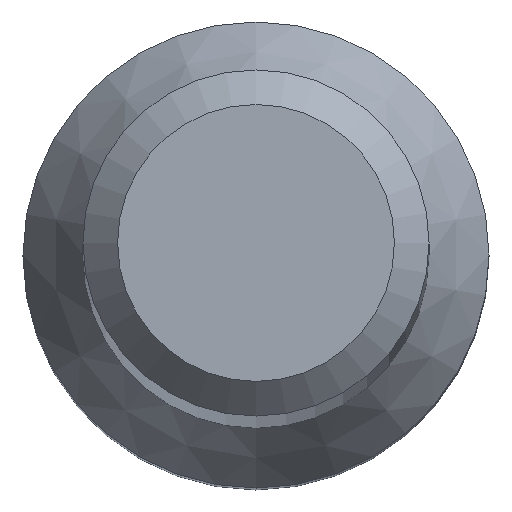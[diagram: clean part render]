
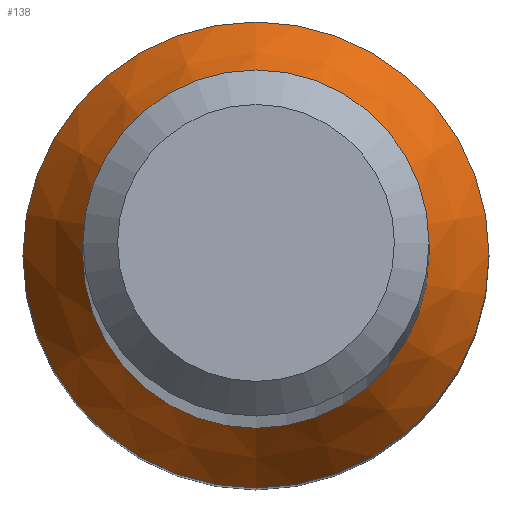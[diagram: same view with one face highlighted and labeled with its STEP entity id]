
A CAD part, top view. The second image highlights one B-rep face of the part: STEP entity #138.
In plain terms, the highlighted conical face has half-angle 30 degrees and reference radius 2.02 mm.
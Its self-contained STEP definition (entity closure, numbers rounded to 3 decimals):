
#35 = DIRECTION ( 'NONE',  ( 0., 1., 0. ) ) ;
#40 = DIRECTION ( 'NONE',  ( 0., 1., 0. ) ) ;
#58 = DIRECTION ( 'NONE',  ( 0., 1., 0. ) ) ;
#59 = CARTESIAN_POINT ( 'NONE',  ( 0., 0., 10.901 ) ) ;
#68 = CONICAL_SURFACE ( 'NONE', #142, 2.02, 0.524 ) ;
#76 = ORIENTED_EDGE ( 'NONE', *, *, #117, .F. ) ;
#88 = DIRECTION ( 'NONE',  ( 0., 0., -1. ) ) ;
#89 = EDGE_CURVE ( 'NONE', #272, #272, #97, .T. ) ;
#93 = VERTEX_POINT ( 'NONE', #250 ) ;
#97 = CIRCLE ( 'NONE', #235, 1.5 ) ;
#101 = AXIS2_PLACEMENT_3D ( 'NONE', #217, #174, #58 ) ;
#117 = EDGE_CURVE ( 'NONE', #93, #93, #162, .T. ) ;
#130 = FACE_OUTER_BOUND ( 'NONE', #226, .T. ) ;
#138 = ADVANCED_FACE ( 'NONE', ( #145, #130 ), #68, .T. ) ;
#142 = AXIS2_PLACEMENT_3D ( 'NONE', #234, #263, #35 ) ;
#145 = FACE_BOUND ( 'NONE', #187, .T. ) ;
#158 = CARTESIAN_POINT ( 'NONE',  ( 0., 1.5, 10.901 ) ) ;
#162 = CIRCLE ( 'NONE', #101, 2.02 ) ;
#174 = DIRECTION ( 'NONE',  ( 0., 0., -1. ) ) ;
#187 = EDGE_LOOP ( 'NONE', ( #280 ) ) ;
#217 = CARTESIAN_POINT ( 'NONE',  ( 0., 0., 10. ) ) ;
#226 = EDGE_LOOP ( 'NONE', ( #76 ) ) ;
#234 = CARTESIAN_POINT ( 'NONE',  ( 0., 0., 10. ) ) ;
#235 = AXIS2_PLACEMENT_3D ( 'NONE', #59, #88, #40 ) ;
#250 = CARTESIAN_POINT ( 'NONE',  ( 0., 2.02, 10. ) ) ;
#263 = DIRECTION ( 'NONE',  ( 0., 0., -1. ) ) ;
#272 = VERTEX_POINT ( 'NONE', #158 ) ;
#280 = ORIENTED_EDGE ( 'NONE', *, *, #89, .T. ) ;
